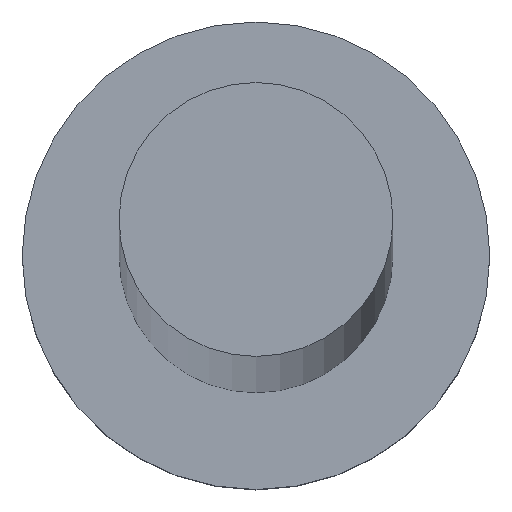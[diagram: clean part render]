
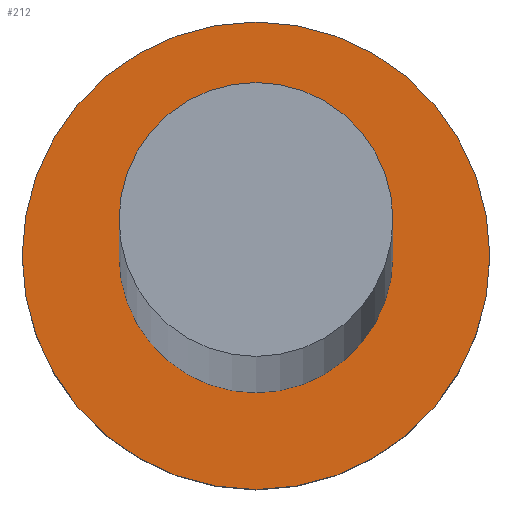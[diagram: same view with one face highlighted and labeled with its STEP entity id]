
A CAD part, top view. The second image highlights one B-rep face of the part: STEP entity #212.
In plain terms, the highlighted planar face has unit normal (0, 0, 1).
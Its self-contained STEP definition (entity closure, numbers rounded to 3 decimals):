
#4 = CARTESIAN_POINT ( 'NONE',  ( -7., 0., 6.5 ) ) ;
#5 = VERTEX_POINT ( 'NONE', #83 ) ;
#11 = AXIS2_PLACEMENT_3D ( 'NONE', #147, #209, #33 ) ;
#24 = FACE_OUTER_BOUND ( 'NONE', #163, .T. ) ;
#33 = DIRECTION ( 'NONE',  ( 1., 0., 0. ) ) ;
#35 = DIRECTION ( 'NONE',  ( 0., 0., 1. ) ) ;
#36 = DIRECTION ( 'NONE',  ( 1., 0., 0. ) ) ;
#41 = DIRECTION ( 'NONE',  ( 1., 0., 0. ) ) ;
#44 = EDGE_CURVE ( 'NONE', #179, #5, #139, .T. ) ;
#49 = CARTESIAN_POINT ( 'NONE',  ( 7., 0., 6.5 ) ) ;
#51 = ORIENTED_EDGE ( 'NONE', *, *, #185, .T. ) ;
#55 = DIRECTION ( 'NONE',  ( 0., 0., 1. ) ) ;
#56 = CIRCLE ( 'NONE', #11, 7. ) ;
#58 = DIRECTION ( 'NONE',  ( 1., 0., 0. ) ) ;
#67 = DIRECTION ( 'NONE',  ( 0., 0., 1. ) ) ;
#71 = CARTESIAN_POINT ( 'NONE',  ( 0., 0., 6.5 ) ) ;
#72 = AXIS2_PLACEMENT_3D ( 'NONE', #71, #35, #41 ) ;
#75 = CIRCLE ( 'NONE', #229, 7. ) ;
#80 = EDGE_CURVE ( 'NONE', #5, #179, #252, .T. ) ;
#83 = CARTESIAN_POINT ( 'NONE',  ( -4.1, 0., 6.5 ) ) ;
#85 = DIRECTION ( 'NONE',  ( 1., 0., 0. ) ) ;
#91 = CARTESIAN_POINT ( 'NONE',  ( 4.1, 0., 6.5 ) ) ;
#100 = ORIENTED_EDGE ( 'NONE', *, *, #44, .F. ) ;
#120 = VERTEX_POINT ( 'NONE', #4 ) ;
#124 = CARTESIAN_POINT ( 'NONE',  ( 0., 0., 6.5 ) ) ;
#125 = EDGE_CURVE ( 'NONE', #165, #120, #56, .T. ) ;
#139 = CIRCLE ( 'NONE', #161, 4.1 ) ;
#146 = AXIS2_PLACEMENT_3D ( 'NONE', #124, #67, #85 ) ;
#147 = CARTESIAN_POINT ( 'NONE',  ( 0., 0., 6.5 ) ) ;
#153 = CARTESIAN_POINT ( 'NONE',  ( 0., 0., 6.5 ) ) ;
#157 = ORIENTED_EDGE ( 'NONE', *, *, #125, .T. ) ;
#161 = AXIS2_PLACEMENT_3D ( 'NONE', #164, #244, #36 ) ;
#163 = EDGE_LOOP ( 'NONE', ( #51, #157 ) ) ;
#164 = CARTESIAN_POINT ( 'NONE',  ( 0., 0., 6.5 ) ) ;
#165 = VERTEX_POINT ( 'NONE', #49 ) ;
#179 = VERTEX_POINT ( 'NONE', #91 ) ;
#185 = EDGE_CURVE ( 'NONE', #120, #165, #75, .T. ) ;
#197 = FACE_BOUND ( 'NONE', #201, .T. ) ;
#200 = ORIENTED_EDGE ( 'NONE', *, *, #80, .F. ) ;
#201 = EDGE_LOOP ( 'NONE', ( #200, #100 ) ) ;
#209 = DIRECTION ( 'NONE',  ( 0., 0., 1. ) ) ;
#212 = ADVANCED_FACE ( 'NONE', ( #197, #24 ), #241, .T. ) ;
#229 = AXIS2_PLACEMENT_3D ( 'NONE', #153, #55, #58 ) ;
#241 = PLANE ( 'NONE',  #146 ) ;
#244 = DIRECTION ( 'NONE',  ( 0., 0., 1. ) ) ;
#252 = CIRCLE ( 'NONE', #72, 4.1 ) ;
